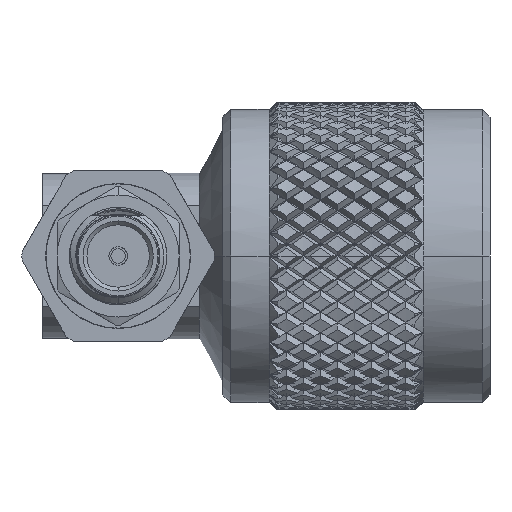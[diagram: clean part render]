
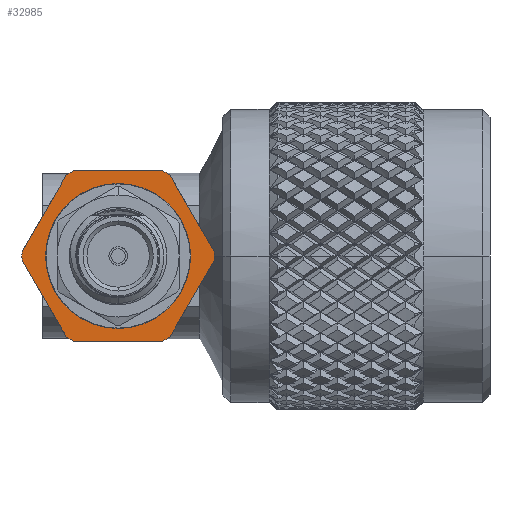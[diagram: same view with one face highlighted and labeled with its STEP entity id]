
A CAD part, left-side view. The second image highlights one B-rep face of the part: STEP entity #32985.
In plain terms, the highlighted face is planar.
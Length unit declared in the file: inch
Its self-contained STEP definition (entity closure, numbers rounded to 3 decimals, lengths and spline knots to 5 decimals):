
#834 = DIRECTION ( 'NONE',  ( 0.866, -0.5, 0. ) ) ;
#878 = CARTESIAN_POINT ( 'NONE',  ( -0.20805, -0.13247, 0. ) ) ;
#982 = CIRCLE ( 'NONE', #67459, 0.24665 ) ;
#1213 = CARTESIAN_POINT ( 'NONE',  ( -0.21875, 0.11394, 0. ) ) ;
#1323 = AXIS2_PLACEMENT_3D ( 'NONE', #80064, #10298, #105991 ) ;
#1780 = LINE ( 'NONE', #87501, #62842 ) ;
#1891 = VERTEX_POINT ( 'NONE', #54400 ) ;
#3849 = VECTOR ( 'NONE', #41624, 39.37008 ) ;
#4744 = VERTEX_POINT ( 'NONE', #91128 ) ;
#5361 = ORIENTED_EDGE ( 'NONE', *, *, #46787, .F. ) ;
#5629 = DIRECTION ( 'NONE',  ( 0., 0., 1. ) ) ;
#6293 = ORIENTED_EDGE ( 'NONE', *, *, #55798, .T. ) ;
#9221 = ORIENTED_EDGE ( 'NONE', *, *, #107769, .T. ) ;
#9346 = ORIENTED_EDGE ( 'NONE', *, *, #69813, .T. ) ;
#9431 = LINE ( 'NONE', #51743, #3849 ) ;
#9562 = DIRECTION ( 'NONE',  ( 1., 0., 0. ) ) ;
#10298 = DIRECTION ( 'NONE',  ( 0., 0., 1. ) ) ;
#11253 = EDGE_CURVE ( 'NONE', #48113, #46506, #34969, .T. ) ;
#13685 = VECTOR ( 'NONE', #16144, 39.37008 ) ;
#13748 = CARTESIAN_POINT ( 'NONE',  ( 0., 0., 0. ) ) ;
#14491 = EDGE_CURVE ( 'NONE', #86073, #48113, #113696, .T. ) ;
#16144 = DIRECTION ( 'NONE',  ( 0., -1., 0. ) ) ;
#16324 = CARTESIAN_POINT ( 'NONE',  ( 0.21875, 0.11394, 0. ) ) ;
#19234 = VERTEX_POINT ( 'NONE', #1213 ) ;
#19465 = VERTEX_POINT ( 'NONE', #100193 ) ;
#21000 = CIRCLE ( 'NONE', #113115, 0.24665 ) ;
#21055 = CARTESIAN_POINT ( 'NONE',  ( 0., 0., 0. ) ) ;
#21589 = DIRECTION ( 'NONE',  ( 0.866, 0.5, 0. ) ) ;
#25058 = FACE_BOUND ( 'NONE', #98968, .T. ) ;
#25329 = CARTESIAN_POINT ( 'NONE',  ( 0., 0., 0. ) ) ;
#25781 = EDGE_CURVE ( 'NONE', #82791, #50084, #42392, .T. ) ;
#27283 = AXIS2_PLACEMENT_3D ( 'NONE', #64024, #45834, #108570 ) ;
#27369 = AXIS2_PLACEMENT_3D ( 'NONE', #50787, #113842, #51166 ) ;
#27645 = CARTESIAN_POINT ( 'NONE',  ( -0.21875, -0.11394, 0. ) ) ;
#29996 = ORIENTED_EDGE ( 'NONE', *, *, #64963, .F. ) ;
#30080 = CARTESIAN_POINT ( 'NONE',  ( 0., 0., 0. ) ) ;
#31371 = VECTOR ( 'NONE', #21589, 39.37008 ) ;
#31961 = VERTEX_POINT ( 'NONE', #54127 ) ;
#32985 = ADVANCED_FACE ( 'NONE', ( #25058, #75097 ), #37037, .T. ) ;
#34362 = DIRECTION ( 'NONE',  ( -0.866, -0.5, 0. ) ) ;
#34969 = LINE ( 'NONE', #73471, #84893 ) ;
#35920 = EDGE_CURVE ( 'NONE', #56987, #1891, #49764, .T. ) ;
#37037 = PLANE ( 'NONE',  #61694 ) ;
#38825 = AXIS2_PLACEMENT_3D ( 'NONE', #30080, #109930, #47631 ) ;
#39493 = CIRCLE ( 'NONE', #1323, 0.186 ) ;
#41624 = DIRECTION ( 'NONE',  ( 0., 1., 0. ) ) ;
#41742 = CARTESIAN_POINT ( 'NONE',  ( 0.21875, -0.11394, 0. ) ) ;
#42392 = CIRCLE ( 'NONE', #27369, 0.24665 ) ;
#43583 = DIRECTION ( 'NONE',  ( 0., 0., 1. ) ) ;
#43876 = CARTESIAN_POINT ( 'NONE',  ( 0.20805, -0.13247, 0. ) ) ;
#44461 = CARTESIAN_POINT ( 'NONE',  ( 0., 0., 0. ) ) ;
#45424 = CARTESIAN_POINT ( 'NONE',  ( -0.21875, -0.1263, 0. ) ) ;
#45834 = DIRECTION ( 'NONE',  ( 0., 0., 1. ) ) ;
#46506 = VERTEX_POINT ( 'NONE', #89488 ) ;
#46787 = EDGE_CURVE ( 'NONE', #31961, #83804, #39493, .T. ) ;
#47631 = DIRECTION ( 'NONE',  ( 1., 0., 0. ) ) ;
#48113 = VERTEX_POINT ( 'NONE', #55218 ) ;
#48538 = ORIENTED_EDGE ( 'NONE', *, *, #25781, .T. ) ;
#48709 = CIRCLE ( 'NONE', #56677, 0.186 ) ;
#49764 = LINE ( 'NONE', #45424, #94052 ) ;
#50084 = VERTEX_POINT ( 'NONE', #41742 ) ;
#50787 = CARTESIAN_POINT ( 'NONE',  ( 0., 0., 0. ) ) ;
#51166 = DIRECTION ( 'NONE',  ( 1., 0., 0. ) ) ;
#51743 = CARTESIAN_POINT ( 'NONE',  ( 0.21875, -0.1263, 0. ) ) ;
#52211 = EDGE_CURVE ( 'NONE', #81257, #56987, #76096, .T. ) ;
#54127 = CARTESIAN_POINT ( 'NONE',  ( -0.186, 0., 0. ) ) ;
#54400 = CARTESIAN_POINT ( 'NONE',  ( -0.0107, -0.24642, 0. ) ) ;
#54596 = ORIENTED_EDGE ( 'NONE', *, *, #64824, .T. ) ;
#54921 = DIRECTION ( 'NONE',  ( -0.866, 0.5, 0. ) ) ;
#55218 = CARTESIAN_POINT ( 'NONE',  ( 0.20805, 0.13247, 0. ) ) ;
#55798 = EDGE_CURVE ( 'NONE', #4744, #19234, #21000, .T. ) ;
#56677 = AXIS2_PLACEMENT_3D ( 'NONE', #13748, #5629, #76225 ) ;
#56987 = VERTEX_POINT ( 'NONE', #878 ) ;
#59405 = ORIENTED_EDGE ( 'NONE', *, *, #35920, .T. ) ;
#59669 = CARTESIAN_POINT ( 'NONE',  ( -0.21875, 0.1263, 0. ) ) ;
#59937 = DIRECTION ( 'NONE',  ( 1., 0., 0. ) ) ;
#61694 = AXIS2_PLACEMENT_3D ( 'NONE', #21055, #64923, #74986 ) ;
#62066 = CARTESIAN_POINT ( 'NONE',  ( 0.186, 0., 0. ) ) ;
#62842 = VECTOR ( 'NONE', #34362, 39.37008 ) ;
#64024 = CARTESIAN_POINT ( 'NONE',  ( 0., 0., 0. ) ) ;
#64824 = EDGE_CURVE ( 'NONE', #46506, #19465, #99905, .T. ) ;
#64923 = DIRECTION ( 'NONE',  ( 0., 0., 1. ) ) ;
#64963 = EDGE_CURVE ( 'NONE', #83804, #31961, #48709, .T. ) ;
#65054 = ORIENTED_EDGE ( 'NONE', *, *, #14491, .T. ) ;
#67459 = AXIS2_PLACEMENT_3D ( 'NONE', #78830, #43583, #105500 ) ;
#68444 = EDGE_CURVE ( 'NONE', #50084, #86073, #9431, .T. ) ;
#69172 = CARTESIAN_POINT ( 'NONE',  ( 0.0107, -0.24642, 0. ) ) ;
#69218 = EDGE_CURVE ( 'NONE', #1891, #81009, #982, .T. ) ;
#69440 = ORIENTED_EDGE ( 'NONE', *, *, #68444, .T. ) ;
#69813 = EDGE_CURVE ( 'NONE', #81009, #82791, #79927, .T. ) ;
#73270 = EDGE_CURVE ( 'NONE', #19465, #4744, #1780, .T. ) ;
#73471 = CARTESIAN_POINT ( 'NONE',  ( 0.21875, 0.1263, 0. ) ) ;
#73581 = ORIENTED_EDGE ( 'NONE', *, *, #52211, .T. ) ;
#74986 = DIRECTION ( 'NONE',  ( 1., 0., 0. ) ) ;
#75097 = FACE_OUTER_BOUND ( 'NONE', #101406, .T. ) ;
#76096 = CIRCLE ( 'NONE', #27283, 0.24665 ) ;
#76225 = DIRECTION ( 'NONE',  ( 1., 0., 0. ) ) ;
#78830 = CARTESIAN_POINT ( 'NONE',  ( 0., 0., 0. ) ) ;
#79927 = LINE ( 'NONE', #101400, #31371 ) ;
#80064 = CARTESIAN_POINT ( 'NONE',  ( 0., 0., 0. ) ) ;
#80357 = LINE ( 'NONE', #59669, #13685 ) ;
#81009 = VERTEX_POINT ( 'NONE', #69172 ) ;
#81257 = VERTEX_POINT ( 'NONE', #27645 ) ;
#82791 = VERTEX_POINT ( 'NONE', #43876 ) ;
#83804 = VERTEX_POINT ( 'NONE', #62066 ) ;
#84893 = VECTOR ( 'NONE', #54921, 39.37008 ) ;
#85506 = ORIENTED_EDGE ( 'NONE', *, *, #73270, .T. ) ;
#86073 = VERTEX_POINT ( 'NONE', #16324 ) ;
#86162 = AXIS2_PLACEMENT_3D ( 'NONE', #25329, #86628, #59937 ) ;
#86628 = DIRECTION ( 'NONE',  ( 0., 0., 1. ) ) ;
#87501 = CARTESIAN_POINT ( 'NONE',  ( 0., 0.25259, 0. ) ) ;
#88491 = ORIENTED_EDGE ( 'NONE', *, *, #11253, .T. ) ;
#89488 = CARTESIAN_POINT ( 'NONE',  ( 0.0107, 0.24642, 0. ) ) ;
#91128 = CARTESIAN_POINT ( 'NONE',  ( -0.20805, 0.13247, 0. ) ) ;
#94052 = VECTOR ( 'NONE', #834, 39.37008 ) ;
#98968 = EDGE_LOOP ( 'NONE', ( #29996, #5361 ) ) ;
#99905 = CIRCLE ( 'NONE', #38825, 0.24665 ) ;
#100193 = CARTESIAN_POINT ( 'NONE',  ( -0.0107, 0.24642, 0. ) ) ;
#101400 = CARTESIAN_POINT ( 'NONE',  ( 0., -0.25259, 0. ) ) ;
#101406 = EDGE_LOOP ( 'NONE', ( #88491, #54596, #85506, #6293, #9221, #73581, #59405, #110939, #9346, #48538, #69440, #65054 ) ) ;
#105500 = DIRECTION ( 'NONE',  ( 1., 0., 0. ) ) ;
#105991 = DIRECTION ( 'NONE',  ( 1., 0., 0. ) ) ;
#106399 = DIRECTION ( 'NONE',  ( 0., 0., 1. ) ) ;
#107769 = EDGE_CURVE ( 'NONE', #19234, #81257, #80357, .T. ) ;
#108570 = DIRECTION ( 'NONE',  ( 1., 0., 0. ) ) ;
#109930 = DIRECTION ( 'NONE',  ( 0., 0., 1. ) ) ;
#110939 = ORIENTED_EDGE ( 'NONE', *, *, #69218, .T. ) ;
#113115 = AXIS2_PLACEMENT_3D ( 'NONE', #44461, #106399, #9562 ) ;
#113696 = CIRCLE ( 'NONE', #86162, 0.24665 ) ;
#113842 = DIRECTION ( 'NONE',  ( 0., 0., 1. ) ) ;
